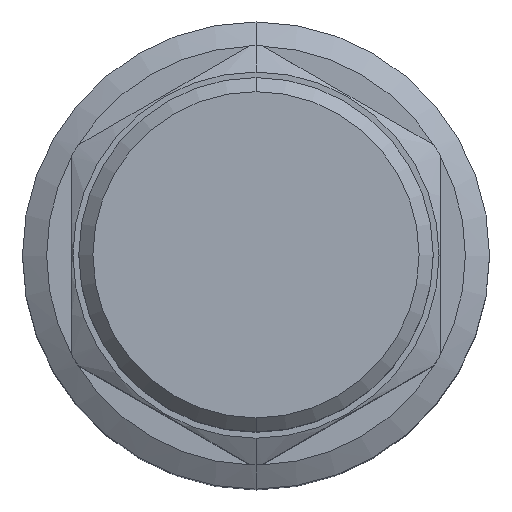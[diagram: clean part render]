
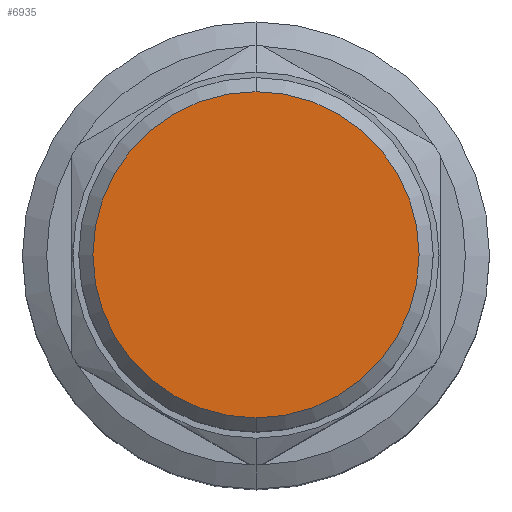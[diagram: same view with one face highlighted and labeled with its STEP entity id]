
A CAD part, top view. The second image highlights one B-rep face of the part: STEP entity #6935.
In plain terms, the highlighted planar face has unit normal (0, 0, 1).
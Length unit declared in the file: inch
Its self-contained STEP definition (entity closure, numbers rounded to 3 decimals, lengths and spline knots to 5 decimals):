
#540=CARTESIAN_POINT('',(0.,0.,9.706));
#541=DIRECTION('',(0.,0.,1.));
#542=DIRECTION('',(0.,-1.,0.));
#543=AXIS2_PLACEMENT_3D('',#540,#541,#542);
#558=CARTESIAN_POINT('',(0.,0.,9.706));
#559=DIRECTION('',(0.,0.,1.));
#560=DIRECTION('',(0.,1.,0.));
#561=AXIS2_PLACEMENT_3D('',#558,#559,#560);
#5949=CARTESIAN_POINT('',(0.,0.719,9.706));
#5950=CARTESIAN_POINT('',(0.,-0.719,9.706));
#5951=VERTEX_POINT('',#5949);
#5952=VERTEX_POINT('',#5950);
#6925=CARTESIAN_POINT('',(0.,0.,9.706));
#6926=DIRECTION('',(0.,0.,1.));
#6927=DIRECTION('',(0.,1.,0.));
#6928=AXIS2_PLACEMENT_3D('',#6925,#6926,#6927);
#6929=PLANE('',#6928);
#6930=ORIENTED_EDGE('',*,*,#6915,.F.);
#6932=ORIENTED_EDGE('',*,*,#6931,.F.);
#6933=EDGE_LOOP('',(#6930,#6932));
#6934=FACE_OUTER_BOUND('',#6933,.F.);
#6935=ADVANCED_FACE('',(#6934),#6929,.T.);
#544=CIRCLE('',#543,0.719);
#562=CIRCLE('',#561,0.719);
#6915=EDGE_CURVE('',#5952,#5951,#544,.T.);
#6931=EDGE_CURVE('',#5951,#5952,#562,.T.);
